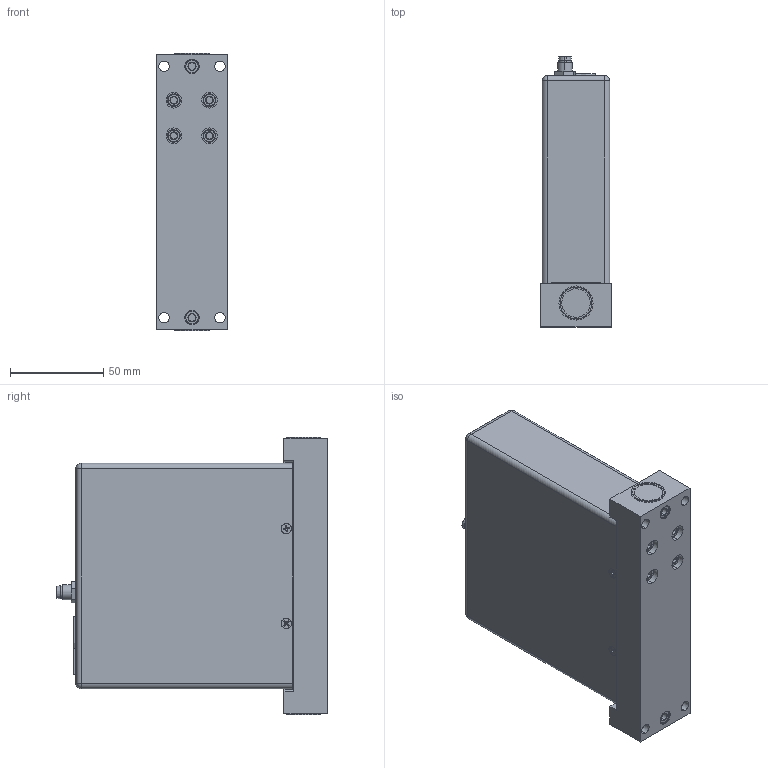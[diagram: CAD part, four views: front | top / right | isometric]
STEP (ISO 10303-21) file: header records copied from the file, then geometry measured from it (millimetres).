
FILE_DESCRIPTION (( 'STEP AP214' ), '1' );
FILE_NAME ('PPCMA-DM-ETHERCAT.STEP', '2017-08-14T15:20:51', ( '' ), ( '' ), 'SwSTEP 2.0', 'SolidWorks 2015', '' );
FILE_SCHEMA (( 'AUTOMOTIVE_DESIGN' ));
Length unit declared in the file: inch
Products named in the file (1): PPCMA-DM-ETHERCAT
Bounding box: 37.59 x 144.77 x 148.59 mm (x, y, z)
Surface area: 74889 mm2 (no closed solid volume)
Topology: 0 solids, 29 shells, 391 faces, 1288 edges, 904 vertices
Faces by surface type: plane 194, cylinder 117, cone 67, sphere 9, torus 4
Entity records: 20067 total; most frequent: CARTESIAN_POINT 3958, DIRECTION 2304, ORIENTED_EDGE 2011, EDGE_CURVE 1266, VERTEX_POINT 899, AXIS2_PLACEMENT_3D 799, VECTOR 706, LINE 706
